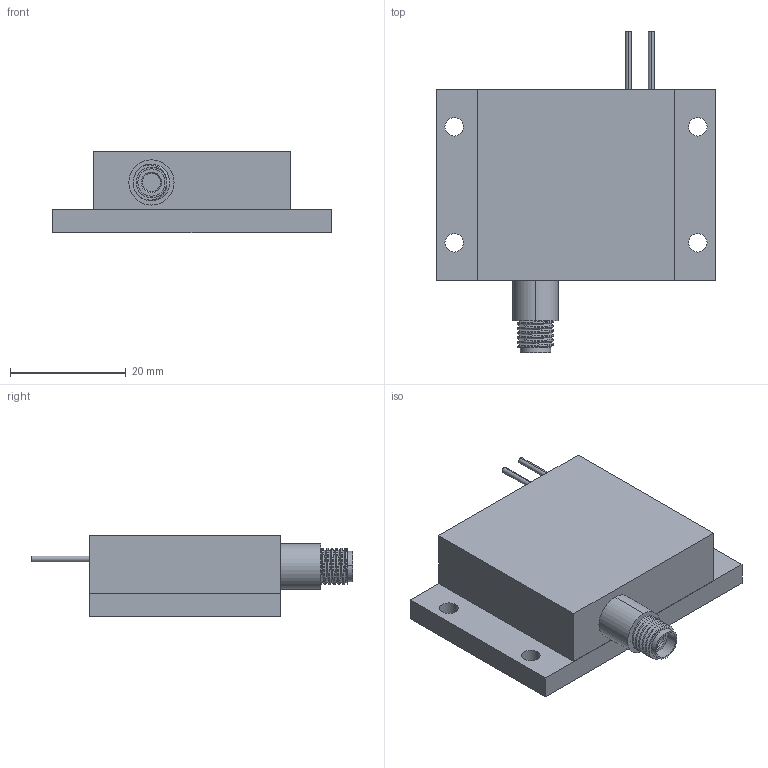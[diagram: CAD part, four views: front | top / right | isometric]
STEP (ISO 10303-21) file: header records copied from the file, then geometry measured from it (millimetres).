
FILE_DESCRIPTION (( 'STEP AP214' ), '1' );
FILE_NAME ('T4R-模型.STEP', '2020-05-09T06:21:05', ( '微软用户' ), ( '微软中国' ), 'SwSTEP 2.0', 'SolidWorks 2012', '' );
FILE_SCHEMA (( 'AUTOMOTIVE_DESIGN' ));
Length unit declared in the file: millimetre
Products named in the file (1): T4R-耀倰
Bounding box: 48 x 55.5 x 14.1 mm (x, y, z)
Surface area: 6202.7 mm2 (no closed solid volume)
Topology: 0 solids, 8 shells, 57 faces, 164 edges, 116 vertices
Faces by surface type: cylinder 34, plane 19, cone 2, bspline 2
Entity records: 3412 total; most frequent: CARTESIAN_POINT 1294, DIRECTION 309, ORIENTED_EDGE 286, EDGE_CURVE 164, AXIS2_PLACEMENT_3D 123, VERTEX_POINT 116, EDGE_LOOP 74, CIRCLE 67
